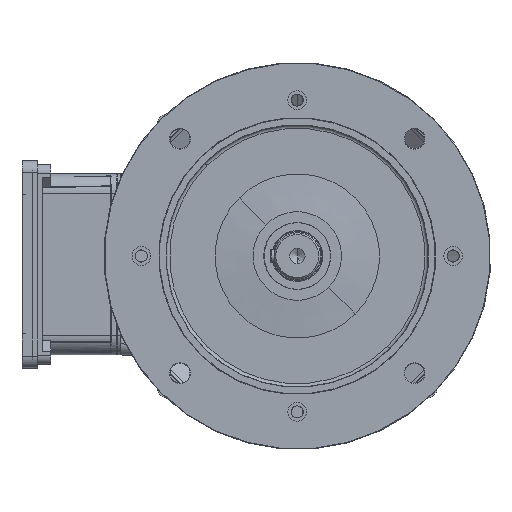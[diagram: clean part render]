
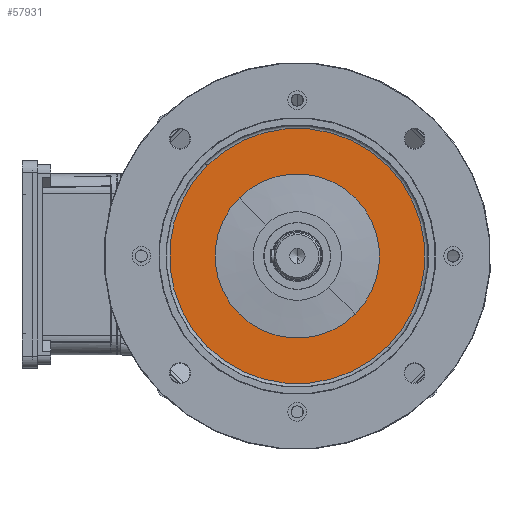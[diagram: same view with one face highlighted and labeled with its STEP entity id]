
A CAD part, left-side view. The second image highlights one B-rep face of the part: STEP entity #57931.
In plain terms, the highlighted face is planar.
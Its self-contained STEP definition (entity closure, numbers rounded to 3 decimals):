
#292 = DIRECTION ( 'NONE',  ( 0., 0., -1. ) ) ;
#3867 = CIRCLE ( 'NONE', #52125, 115.5 ) ;
#4017 = ORIENTED_EDGE ( 'NONE', *, *, #133270, .F. ) ;
#6208 = VERTEX_POINT ( 'NONE', #78051 ) ;
#9531 = DIRECTION ( 'NONE',  ( 1., 0., 0. ) ) ;
#28586 = ORIENTED_EDGE ( 'NONE', *, *, #125565, .F. ) ;
#29289 = CIRCLE ( 'NONE', #139253, 74.29 ) ;
#32073 = CARTESIAN_POINT ( 'NONE',  ( -3., 0., -74.29 ) ) ;
#39263 = DIRECTION ( 'NONE',  ( 0., 0., -1. ) ) ;
#49804 = DIRECTION ( 'NONE',  ( 1., 0., 0. ) ) ;
#52125 = AXIS2_PLACEMENT_3D ( 'NONE', #167209, #49804, #292 ) ;
#57463 = ORIENTED_EDGE ( 'NONE', *, *, #206761, .T. ) ;
#57931 = ADVANCED_FACE ( 'NONE', ( #128434, #77790 ), #157541, .T. ) ;
#61773 = VERTEX_POINT ( 'NONE', #32073 ) ;
#63803 = DIRECTION ( 'NONE',  ( 1., 0., 0. ) ) ;
#70348 = CARTESIAN_POINT ( 'NONE',  ( -3., 0., 115.5 ) ) ;
#71278 = ORIENTED_EDGE ( 'NONE', *, *, #91773, .T. ) ;
#77351 = DIRECTION ( 'NONE',  ( 0., 0., -1. ) ) ;
#77790 = FACE_BOUND ( 'NONE', #93636, .T. ) ;
#78051 = CARTESIAN_POINT ( 'NONE',  ( -3., 0., 74.29 ) ) ;
#81001 = CARTESIAN_POINT ( 'NONE',  ( -3., 0., 0. ) ) ;
#84269 = CARTESIAN_POINT ( 'NONE',  ( -3., 0., -115.5 ) ) ;
#91773 = EDGE_CURVE ( 'NONE', #115554, #157446, #161289, .T. ) ;
#93636 = EDGE_LOOP ( 'NONE', ( #4017, #28586 ) ) ;
#94564 = CARTESIAN_POINT ( 'NONE',  ( -3., 0., 0. ) ) ;
#103916 = CARTESIAN_POINT ( 'NONE',  ( -3., 0., 0. ) ) ;
#106313 = AXIS2_PLACEMENT_3D ( 'NONE', #103916, #123279, #39263 ) ;
#113355 = DIRECTION ( 'NONE',  ( 0., 0., -1. ) ) ;
#115554 = VERTEX_POINT ( 'NONE', #84269 ) ;
#123279 = DIRECTION ( 'NONE',  ( 1., 0., 0. ) ) ;
#125565 = EDGE_CURVE ( 'NONE', #61773, #6208, #29289, .T. ) ;
#126283 = DIRECTION ( 'NONE',  ( 0., 0., -1. ) ) ;
#128434 = FACE_OUTER_BOUND ( 'NONE', #158619, .T. ) ;
#131311 = AXIS2_PLACEMENT_3D ( 'NONE', #94564, #9531, #77351 ) ;
#133270 = EDGE_CURVE ( 'NONE', #6208, #61773, #168659, .T. ) ;
#139253 = AXIS2_PLACEMENT_3D ( 'NONE', #81001, #63803, #113355 ) ;
#151858 = AXIS2_PLACEMENT_3D ( 'NONE', #207043, #190892, #126283 ) ;
#157446 = VERTEX_POINT ( 'NONE', #70348 ) ;
#157541 = PLANE ( 'NONE',  #151858 ) ;
#158619 = EDGE_LOOP ( 'NONE', ( #71278, #57463 ) ) ;
#161289 = CIRCLE ( 'NONE', #106313, 115.5 ) ;
#167209 = CARTESIAN_POINT ( 'NONE',  ( -3., 0., 0. ) ) ;
#168659 = CIRCLE ( 'NONE', #131311, 74.29 ) ;
#190892 = DIRECTION ( 'NONE',  ( 1., 0., 0. ) ) ;
#206761 = EDGE_CURVE ( 'NONE', #157446, #115554, #3867, .T. ) ;
#207043 = CARTESIAN_POINT ( 'NONE',  ( -3., 115.5, 0. ) ) ;
